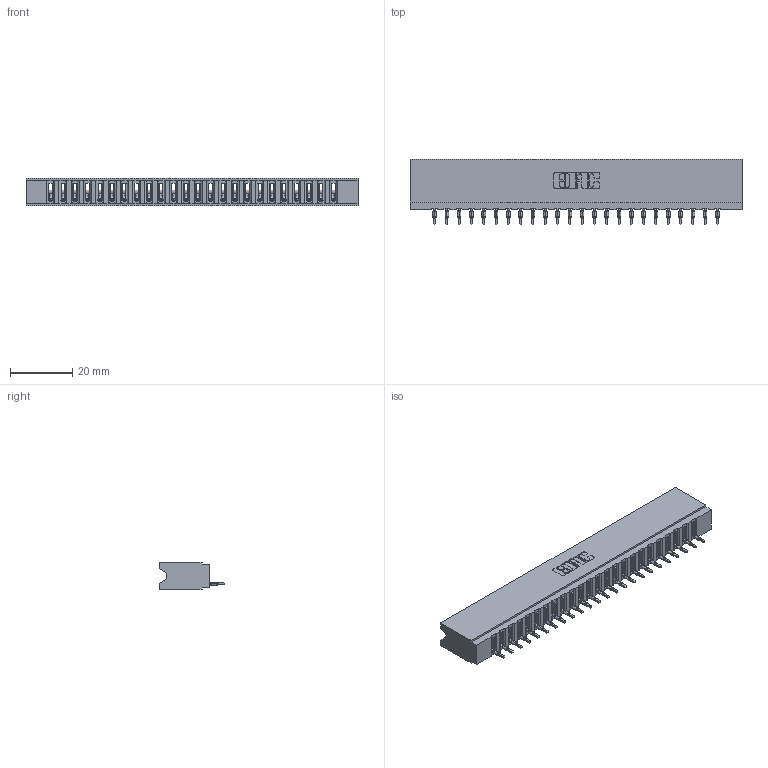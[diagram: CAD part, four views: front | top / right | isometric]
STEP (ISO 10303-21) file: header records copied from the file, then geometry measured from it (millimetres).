
FILE_DESCRIPTION (( 'STEP AP203' ), '1' );
FILE_NAME ('737-024-520-106.STEP', '2020-09-10T21:47:15', ( '' ), ( '' ), 'SwSTEP 2.0', 'SolidWorks 2020', '' );
FILE_SCHEMA (( 'CONFIG_CONTROL_DESIGN' ));
Length unit declared in the file: inch
Products named in the file (3): 737 Part_Insulator Option - 06; 737-024-520-106; 745-292-001_520
Assembly tree (25 placements, depth 2):
  737-024-520-106
    737 Part_Insulator Option - 06
    745-292-001_520  x24
Bounding box: 106.93 x 21.22 x 8.89 mm (x, y, z)
Volume: 10408.3 mm3; surface area: 13495.7 mm2
Topology: 25 solids, 25 shells, 2807 faces, 7721 edges, 4874 vertices
Faces by surface type: plane 1687, cylinder 496, bspline 480, torus 144
Entity records: 42879 total; most frequent: CARTESIAN_POINT 8060, ORIENTED_EDGE 7484, DIRECTION 6500, EDGE_CURVE 3742, VECTOR 3416, LINE 3416, VERTEX_POINT 2390, AXIS2_PLACEMENT_3D 1542
